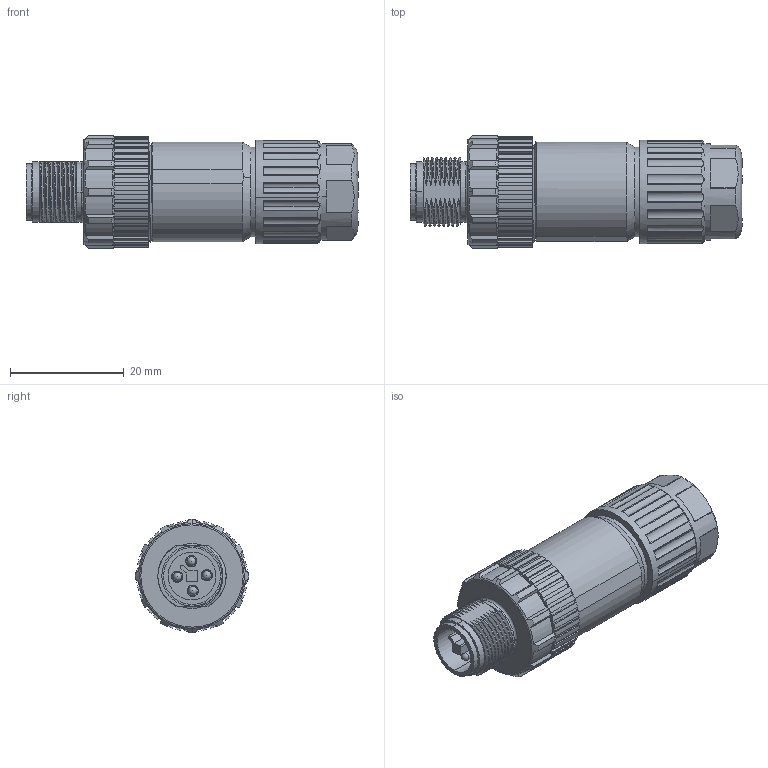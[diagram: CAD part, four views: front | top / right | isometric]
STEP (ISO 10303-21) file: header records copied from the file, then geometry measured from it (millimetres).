
FILE_DESCRIPTION(/* description */ (''),/* implementation_level */ '2;1');
FILE_NAME(/* name */ 'EZ4248-0-9.stp',/* time_stamp */ '2023-02-27T16:27:06+08:00',/* author */ (''),/* organization */ (''),/* preprocessor_version */ 'ST-DEVELOPER v16',/* originating_system */ 'SIEMENS PLM Software NX 10.0',/* authorisation */ '');
FILE_SCHEMA (('AP203_CONFIGURATION_CONTROLLED_3D_DESIGN_OF_MECHANICAL_PARTS_AND_ASSEMBLIES_MIM_LF { 1 0 10303 403 2 1 2}'));
Length unit declared in the file: millimetre
Products named in the file (1): dellD4E84AF0pzz3
Bounding box: 58.32 x 20 x 20 mm (x, y, z)
Volume: 12448 mm3; surface area: 4793.2 mm2
Topology: 1 solids, 1 shells, 534 faces, 1559 edges, 1037 vertices
Faces by surface type: cylinder 240, plane 189, bspline 48, torus 47, cone 6, sphere 4
Full cylindrical faces by diameter (mm): 1.5 x4, 8.3 x1, 15.8 x1
Entity records: 23884 total; most frequent: CARTESIAN_POINT 10199, ORIENTED_EDGE 3076, DIRECTION 2614, EDGE_CURVE 1538, VERTEX_POINT 1027, AXIS2_PLACEMENT_3D 992, LINE 630, VECTOR 630
